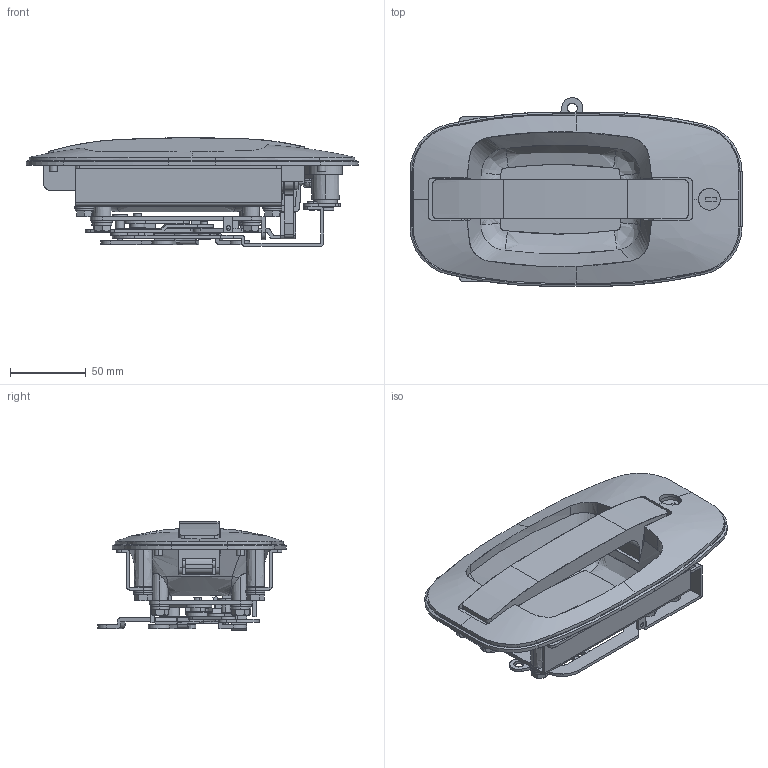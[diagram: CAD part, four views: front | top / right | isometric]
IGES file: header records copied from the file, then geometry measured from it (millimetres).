
Start section: SolidWorks IGES file using analytic representation for surfaces
Global section: file name: A-868-C.IGS; native system: SolidWorks 2011; preprocessor: SolidWorks 2011; author: 1337yo; date: 120914.153311; units: millimetre
Bounding box: 219 x 124.64 x 71.58 mm (x, y, z)
Surface area: 187282 mm2 (no closed solid volume)
Topology: 0 solids, 0 shells, 1188 faces, 17748 edges, 17744 vertices
Faces by surface type: bspline 665, revolution 523
